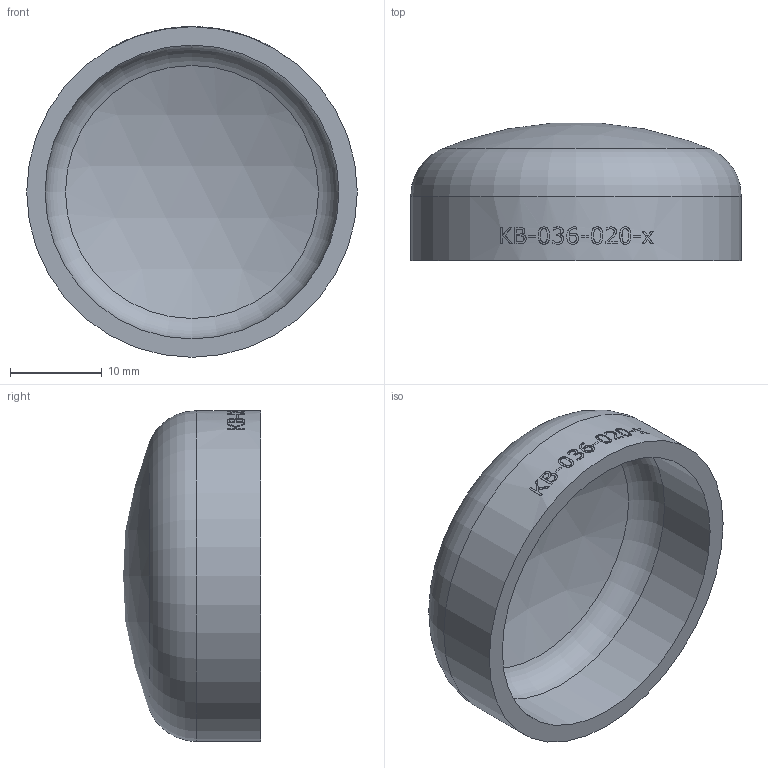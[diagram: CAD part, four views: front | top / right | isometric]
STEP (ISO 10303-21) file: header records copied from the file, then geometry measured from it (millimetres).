
FILE_DESCRIPTION (( 'STEP AP214' ), '1' );
FILE_NAME ('KB-036-020-x Klöpperboden 2001.STEP', '2020-01-20T13:54:26', ( '' ), ( '' ), 'SwSTEP 2.0', 'SolidWorks 2016', '' );
FILE_SCHEMA (( 'AUTOMOTIVE_DESIGN' ));
Length unit declared in the file: millimetre
Products named in the file (1): KB-036-020-x Klöpperboden 2001
Bounding box: 36 x 14.99 x 36 mm (x, y, z)
Volume: 3899.1 mm3; surface area: 4124.5 mm2
Topology: 1 solids, 1 shells, 182 faces, 481 edges, 320 vertices
Faces by surface type: bspline 108, plane 50, cylinder 20, torus 2, sphere 2
Full cylindrical faces by diameter (mm): 32 x1, 36 x1
Entity records: 17394 total; most frequent: CARTESIAN_POINT 11938, ORIENTED_EDGE 954, EDGE_CURVE 477, DIRECTION 347, B_SPLINE_CURVE_WITH_KNOTS 342, VERTEX_POINT 320, EDGE_LOOP 205, FACE_OUTER_BOUND 186
